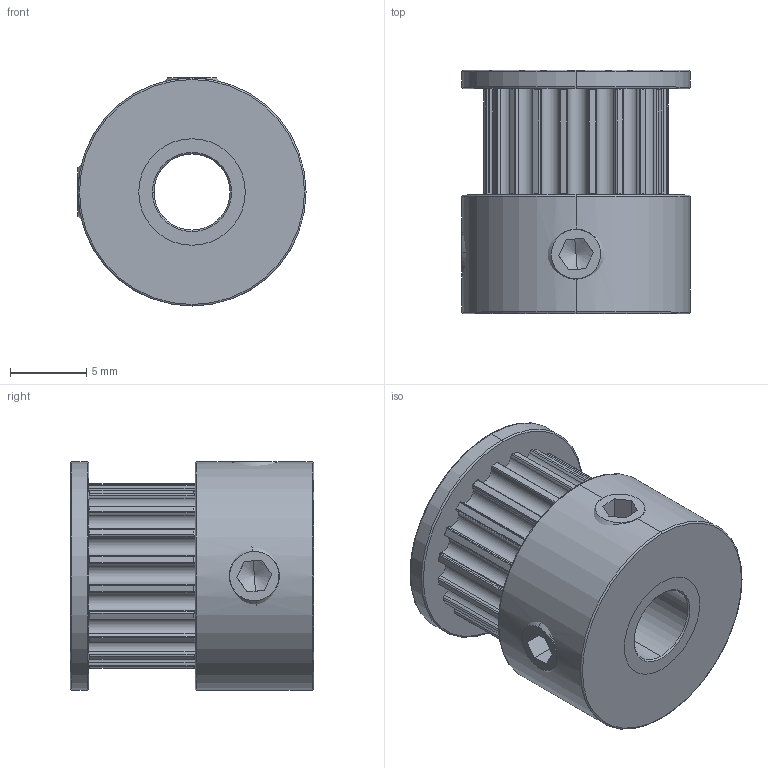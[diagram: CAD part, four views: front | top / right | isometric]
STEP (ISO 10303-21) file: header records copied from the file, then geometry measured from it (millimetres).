
FILE_DESCRIPTION (( 'STEP AP214' ), '1' );
FILE_NAME ('Gates_2GT_20T_Toothed_Pulley.STEP', '2020-05-07T13:35:53', ( '' ), ( '' ), 'SwSTEP 2.0', 'SolidWorks 2019', '' );
FILE_SCHEMA (( 'AUTOMOTIVE_DESIGN' ));
Length unit declared in the file: millimetre
Products named in the file (5): Gates_2GT_20T_Toothed_Pulley_03; Gates_2GT_20T_Toothed_Pulley_01; Gates_2GT_20T_Toothed_Pulley; Gates_2GT_20T_Toothed_Pulley_02; screw_iso_4026-m4x5
Assembly tree (5 placements, depth 2):
  Gates_2GT_20T_Toothed_Pulley
    Gates_2GT_20T_Toothed_Pulley_01
    Gates_2GT_20T_Toothed_Pulley_02
    Gates_2GT_20T_Toothed_Pulley_03
    screw_iso_4026-m4x5  x2
Bounding box: 15 x 16 x 15 mm (x, y, z)
Volume: 1994.6 mm3; surface area: 2384.7 mm2
Topology: 5 solids, 5 shells, 251 faces, 707 edges, 462 vertices
Faces by surface type: cylinder 161, torus 48, plane 24, cone 18
Entity records: 9425 total; most frequent: CARTESIAN_POINT 3135, ORIENTED_EDGE 1334, DIRECTION 1233, EDGE_CURVE 667, AXIS2_PLACEMENT_3D 523, VERTEX_POINT 439, CIRCLE 280, EDGE_LOOP 248
